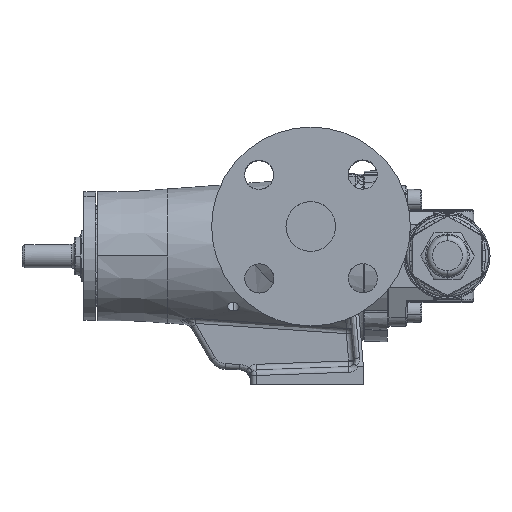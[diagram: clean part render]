
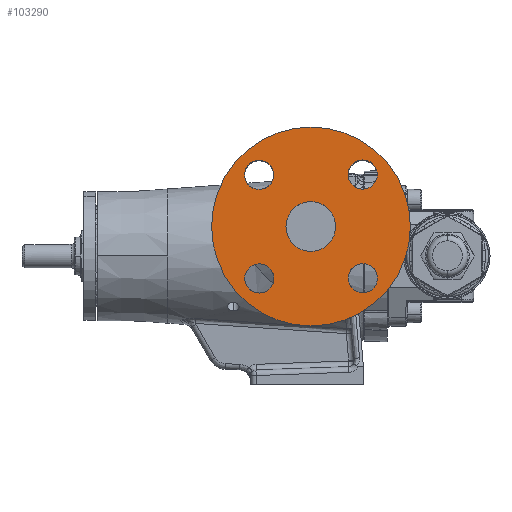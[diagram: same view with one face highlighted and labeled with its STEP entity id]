
A CAD part, top view. The second image highlights one B-rep face of the part: STEP entity #103290.
In plain terms, the highlighted planar face has unit normal (0, 0, 1).
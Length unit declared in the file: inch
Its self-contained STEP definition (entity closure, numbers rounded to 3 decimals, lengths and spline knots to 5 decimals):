
#135 = EDGE_LOOP ( 'NONE', ( #14300, #100910 ) ) ;
#803 = CARTESIAN_POINT ( 'NONE',  ( -0.32265, -0.47985, 4. ) ) ;
#811 = AXIS2_PLACEMENT_3D ( 'NONE', #70719, #63060, #94396 ) ;
#939 = FACE_BOUND ( 'NONE', #82466, .T. ) ;
#1282 = AXIS2_PLACEMENT_3D ( 'NONE', #14625, #38672, #33085 ) ;
#2477 = CARTESIAN_POINT ( 'NONE',  ( -0.01015, -0.47985, 4. ) ) ;
#4623 = ORIENTED_EDGE ( 'NONE', *, *, #43051, .F. ) ;
#5879 = DIRECTION ( 'NONE',  ( 1., 0., 0. ) ) ;
#6629 = DIRECTION ( 'NONE',  ( 1., 0., 0. ) ) ;
#7654 = VERTEX_POINT ( 'NONE', #30990 ) ;
#7736 = CARTESIAN_POINT ( 'NONE',  ( -0.32765, 1.73485, 4. ) ) ;
#10132 = CARTESIAN_POINT ( 'NONE',  ( -1.125, 0.625, 4. ) ) ;
#10414 = EDGE_LOOP ( 'NONE', ( #95736, #28602 ) ) ;
#10740 = AXIS2_PLACEMENT_3D ( 'NONE', #54503, #38720, #6629 ) ;
#11520 = CIRCLE ( 'NONE', #54714, 0.53125 ) ;
#11783 = CARTESIAN_POINT ( 'NONE',  ( -0.01515, 1.73485, 4. ) ) ;
#13899 = DIRECTION ( 'NONE',  ( 0., 0., 1. ) ) ;
#14280 = CARTESIAN_POINT ( 'NONE',  ( -1.91735, 1.72985, 4. ) ) ;
#14300 = ORIENTED_EDGE ( 'NONE', *, *, #79810, .F. ) ;
#14625 = CARTESIAN_POINT ( 'NONE',  ( -0.01515, 1.73485, 4. ) ) ;
#14883 = CARTESIAN_POINT ( 'NONE',  ( -1.12, 0.625, 4. ) ) ;
#20010 = CIRCLE ( 'NONE', #53555, 0.3125 ) ;
#21078 = ORIENTED_EDGE ( 'NONE', *, *, #61630, .F. ) ;
#21742 = CARTESIAN_POINT ( 'NONE',  ( -2.22485, -0.48485, 4. ) ) ;
#23131 = CIRCLE ( 'NONE', #52190, 0.3125 ) ;
#25741 = EDGE_CURVE ( 'NONE', #61192, #79259, #30272, .T. ) ;
#28602 = ORIENTED_EDGE ( 'NONE', *, *, #43641, .T. ) ;
#29224 = CARTESIAN_POINT ( 'NONE',  ( -2.22985, 1.72985, 4. ) ) ;
#30272 = CIRCLE ( 'NONE', #34933, 0.3125 ) ;
#30284 = EDGE_CURVE ( 'NONE', #53069, #39235, #56872, .T. ) ;
#30990 = CARTESIAN_POINT ( 'NONE',  ( -3.245, 0.625, 4. ) ) ;
#31450 = EDGE_CURVE ( 'NONE', #39235, #53069, #11520, .T. ) ;
#31671 = CARTESIAN_POINT ( 'NONE',  ( -1.125, 0.625, 4. ) ) ;
#32395 = VERTEX_POINT ( 'NONE', #72121 ) ;
#33044 = AXIS2_PLACEMENT_3D ( 'NONE', #11783, #60037, #43917 ) ;
#33085 = DIRECTION ( 'NONE',  ( 1., 0., 0. ) ) ;
#34564 = DIRECTION ( 'NONE',  ( 0., 0., 1. ) ) ;
#34589 = FACE_OUTER_BOUND ( 'NONE', #10414, .T. ) ;
#34933 = AXIS2_PLACEMENT_3D ( 'NONE', #21742, #53209, #77629 ) ;
#35451 = CARTESIAN_POINT ( 'NONE',  ( -2.22485, -0.48485, 4. ) ) ;
#36013 = ORIENTED_EDGE ( 'NONE', *, *, #31450, .T. ) ;
#37267 = ORIENTED_EDGE ( 'NONE', *, *, #30284, .T. ) ;
#37444 = EDGE_LOOP ( 'NONE', ( #36013, #37267 ) ) ;
#38218 = DIRECTION ( 'NONE',  ( 0., 0., 1. ) ) ;
#38462 = CIRCLE ( 'NONE', #68813, 0.3125 ) ;
#38616 = DIRECTION ( 'NONE',  ( 1., 0., 0. ) ) ;
#38672 = DIRECTION ( 'NONE',  ( 0., 0., 1. ) ) ;
#38720 = DIRECTION ( 'NONE',  ( 0., 0., 1. ) ) ;
#38904 = VERTEX_POINT ( 'NONE', #95834 ) ;
#38931 = DIRECTION ( 'NONE',  ( 1., 0., 0. ) ) ;
#39234 = VERTEX_POINT ( 'NONE', #59379 ) ;
#39235 = VERTEX_POINT ( 'NONE', #66046 ) ;
#39680 = DIRECTION ( 'NONE',  ( 0., 0., -1. ) ) ;
#40127 = EDGE_CURVE ( 'NONE', #84671, #38904, #38462, .T. ) ;
#41909 = DIRECTION ( 'NONE',  ( 0., 0., 1. ) ) ;
#43051 = EDGE_CURVE ( 'NONE', #91539, #78776, #100337, .T. ) ;
#43423 = FACE_BOUND ( 'NONE', #54178, .T. ) ;
#43641 = EDGE_CURVE ( 'NONE', #32395, #7654, #96536, .T. ) ;
#43917 = DIRECTION ( 'NONE',  ( 1., 0., 0. ) ) ;
#45922 = ORIENTED_EDGE ( 'NONE', *, *, #71941, .F. ) ;
#48904 = AXIS2_PLACEMENT_3D ( 'NONE', #14883, #38218, #38931 ) ;
#49649 = DIRECTION ( 'NONE',  ( 1., 0., 0. ) ) ;
#49750 = ORIENTED_EDGE ( 'NONE', *, *, #75067, .F. ) ;
#51537 = DIRECTION ( 'NONE',  ( 1., 0., 0. ) ) ;
#52190 = AXIS2_PLACEMENT_3D ( 'NONE', #35451, #99390, #51537 ) ;
#53069 = VERTEX_POINT ( 'NONE', #81259 ) ;
#53209 = DIRECTION ( 'NONE',  ( 0., 0., 1. ) ) ;
#53307 = AXIS2_PLACEMENT_3D ( 'NONE', #94738, #54256, #53902 ) ;
#53555 = AXIS2_PLACEMENT_3D ( 'NONE', #2477, #41909, #58386 ) ;
#53902 = DIRECTION ( 'NONE',  ( 1., 0., 0. ) ) ;
#54178 = EDGE_LOOP ( 'NONE', ( #49750, #80988 ) ) ;
#54256 = DIRECTION ( 'NONE',  ( 0., 0., -1. ) ) ;
#54503 = CARTESIAN_POINT ( 'NONE',  ( -2.22985, 1.72985, 4. ) ) ;
#54714 = AXIS2_PLACEMENT_3D ( 'NONE', #31671, #39680, #38616 ) ;
#54947 = CARTESIAN_POINT ( 'NONE',  ( -2.53735, -0.48485, 4. ) ) ;
#55575 = ORIENTED_EDGE ( 'NONE', *, *, #40127, .F. ) ;
#55925 = FACE_BOUND ( 'NONE', #37444, .T. ) ;
#56872 = CIRCLE ( 'NONE', #53307, 0.53125 ) ;
#58386 = DIRECTION ( 'NONE',  ( 1., 0., 0. ) ) ;
#59379 = CARTESIAN_POINT ( 'NONE',  ( 0.29735, 1.73485, 4. ) ) ;
#59498 = CIRCLE ( 'NONE', #33044, 0.3125 ) ;
#60037 = DIRECTION ( 'NONE',  ( 0., 0., 1. ) ) ;
#61192 = VERTEX_POINT ( 'NONE', #54947 ) ;
#61630 = EDGE_CURVE ( 'NONE', #78776, #91539, #75441, .T. ) ;
#63060 = DIRECTION ( 'NONE',  ( 0., 0., 1. ) ) ;
#63775 = EDGE_CURVE ( 'NONE', #7654, #32395, #97594, .T. ) ;
#66046 = CARTESIAN_POINT ( 'NONE',  ( -0.59375, 0.625, 4. ) ) ;
#68430 = FACE_BOUND ( 'NONE', #69362, .T. ) ;
#68813 = AXIS2_PLACEMENT_3D ( 'NONE', #88180, #79854, #103259 ) ;
#69362 = EDGE_LOOP ( 'NONE', ( #21078, #4623 ) ) ;
#70719 = CARTESIAN_POINT ( 'NONE',  ( -1.12, 0.625, 4. ) ) ;
#71941 = EDGE_CURVE ( 'NONE', #38904, #84671, #20010, .T. ) ;
#72121 = CARTESIAN_POINT ( 'NONE',  ( 1.005, 0.625, 4. ) ) ;
#75067 = EDGE_CURVE ( 'NONE', #39234, #103117, #59498, .T. ) ;
#75441 = CIRCLE ( 'NONE', #10740, 0.3125 ) ;
#77629 = DIRECTION ( 'NONE',  ( 1., 0., 0. ) ) ;
#78404 = FACE_BOUND ( 'NONE', #135, .T. ) ;
#78776 = VERTEX_POINT ( 'NONE', #14280 ) ;
#79089 = CARTESIAN_POINT ( 'NONE',  ( -2.54235, 1.72985, 4. ) ) ;
#79259 = VERTEX_POINT ( 'NONE', #102184 ) ;
#79810 = EDGE_CURVE ( 'NONE', #79259, #61192, #23131, .T. ) ;
#79854 = DIRECTION ( 'NONE',  ( 0., 0., 1. ) ) ;
#80988 = ORIENTED_EDGE ( 'NONE', *, *, #103678, .F. ) ;
#81259 = CARTESIAN_POINT ( 'NONE',  ( -1.65625, 0.625, 4. ) ) ;
#82466 = EDGE_LOOP ( 'NONE', ( #45922, #55575 ) ) ;
#83545 = AXIS2_PLACEMENT_3D ( 'NONE', #10132, #34564, #49649 ) ;
#84671 = VERTEX_POINT ( 'NONE', #803 ) ;
#85642 = CIRCLE ( 'NONE', #1282, 0.3125 ) ;
#88180 = CARTESIAN_POINT ( 'NONE',  ( -0.01015, -0.47985, 4. ) ) ;
#88313 = AXIS2_PLACEMENT_3D ( 'NONE', #29224, #13899, #5879 ) ;
#89386 = PLANE ( 'NONE',  #83545 ) ;
#91539 = VERTEX_POINT ( 'NONE', #79089 ) ;
#94396 = DIRECTION ( 'NONE',  ( 1., 0., 0. ) ) ;
#94738 = CARTESIAN_POINT ( 'NONE',  ( -1.125, 0.625, 4. ) ) ;
#95736 = ORIENTED_EDGE ( 'NONE', *, *, #63775, .T. ) ;
#95834 = CARTESIAN_POINT ( 'NONE',  ( 0.30235, -0.47985, 4. ) ) ;
#96536 = CIRCLE ( 'NONE', #48904, 2.125 ) ;
#97594 = CIRCLE ( 'NONE', #811, 2.125 ) ;
#99390 = DIRECTION ( 'NONE',  ( 0., 0., 1. ) ) ;
#100337 = CIRCLE ( 'NONE', #88313, 0.3125 ) ;
#100910 = ORIENTED_EDGE ( 'NONE', *, *, #25741, .F. ) ;
#102184 = CARTESIAN_POINT ( 'NONE',  ( -1.91235, -0.48485, 4. ) ) ;
#103117 = VERTEX_POINT ( 'NONE', #7736 ) ;
#103259 = DIRECTION ( 'NONE',  ( 1., 0., 0. ) ) ;
#103290 = ADVANCED_FACE ( 'NONE', ( #34589, #68430, #78404, #939, #43423, #55925 ), #89386, .T. ) ;
#103678 = EDGE_CURVE ( 'NONE', #103117, #39234, #85642, .T. ) ;
